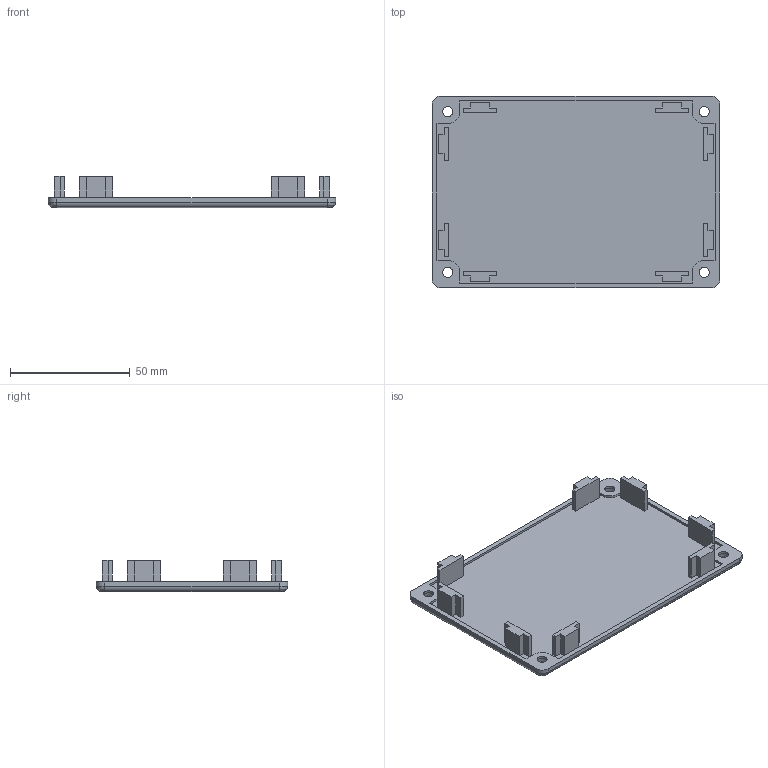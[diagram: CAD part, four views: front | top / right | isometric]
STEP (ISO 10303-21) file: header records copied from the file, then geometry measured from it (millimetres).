
FILE_DESCRIPTION((''),'2;1');
FILE_NAME('SZ0055S.stp','2009-09-03T14:21:35',('Marina Kaa'),(''),'Autodesk Inventor 11','Autodesk Inventor 11','');
FILE_SCHEMA(('AUTOMOTIVE_DESIGN { 1 0 10303 214 1 1 1 1 }'));
Length unit declared in the file: millimetre
Products named in the file (1): SZ0055S-A
Bounding box: 120 x 80 x 13 mm (x, y, z)
Volume: 32327.8 mm3; surface area: 23918.7 mm2
Topology: 1 solids, 1 shells, 119 faces, 304 edges, 200 vertices
Faces by surface type: plane 57, bspline 46, cylinder 16
Full cylindrical faces by diameter (mm): 4.2 x2, 8.2 x2
Entity records: 3769 total; most frequent: CARTESIAN_POINT 974, ORIENTED_EDGE 592, DIRECTION 488, EDGE_CURVE 296, VECTOR 252, LINE 252, VERTEX_POINT 200, EDGE_LOOP 148
